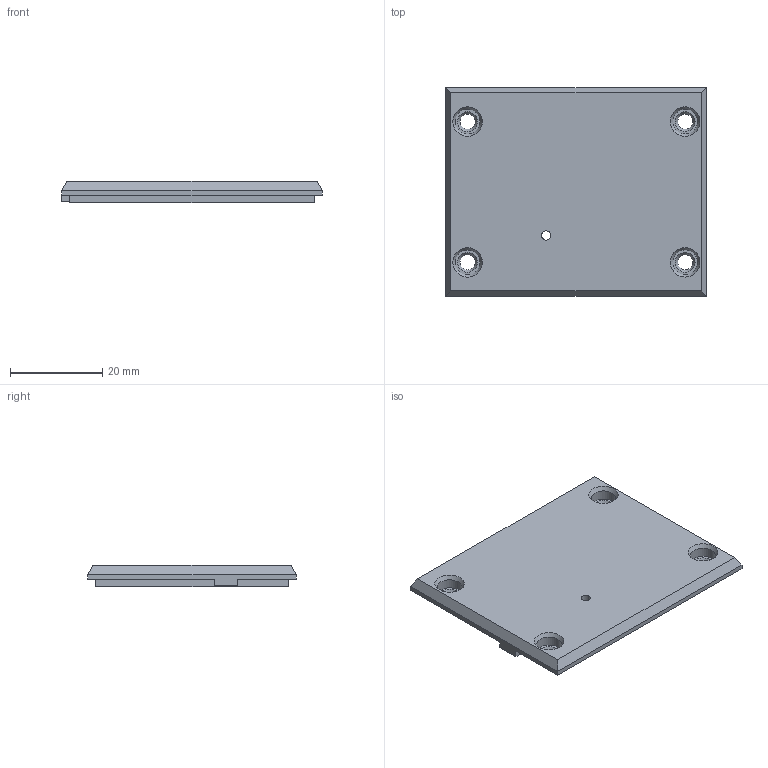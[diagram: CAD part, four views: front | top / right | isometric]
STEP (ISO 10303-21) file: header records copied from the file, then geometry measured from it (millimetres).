
FILE_DESCRIPTION(/* description */ (''),/* implementation_level */ '2;1');
FILE_NAME(/* name */ 'крышка.stp',/* time_stamp */ '2024-05-11T00:28:43+03:00',/* author */ ('Мария'),/* organization */ (''),/* preprocessor_version */ 'ST-DEVELOPER v18.1',/* originating_system */ 'Autodesk Inventor 2021',/* authorisation */ '');
FILE_SCHEMA (('AUTOMOTIVE_DESIGN { 1 0 10303 214 3 1 1 }'));
Length unit declared in the file: millimetre
Products named in the file (1): крышка
Bounding box: 56.5 x 45.2 x 4.6 mm (x, y, z)
Volume: 7027.2 mm3; surface area: 6367.1 mm2
Topology: 1 solids, 1 shells, 56 faces, 144 edges, 95 vertices
Faces by surface type: plane 35, cylinder 13, cone 8
Full cylindrical faces by diameter (mm): 2 x1, 3.302 x4, 5.4 x4
Entity records: 1768 total; most frequent: DIRECTION 301, CARTESIAN_POINT 296, ORIENTED_EDGE 288, EDGE_CURVE 144, LINE 101, VECTOR 101, AXIS2_PLACEMENT_3D 100, VERTEX_POINT 95
